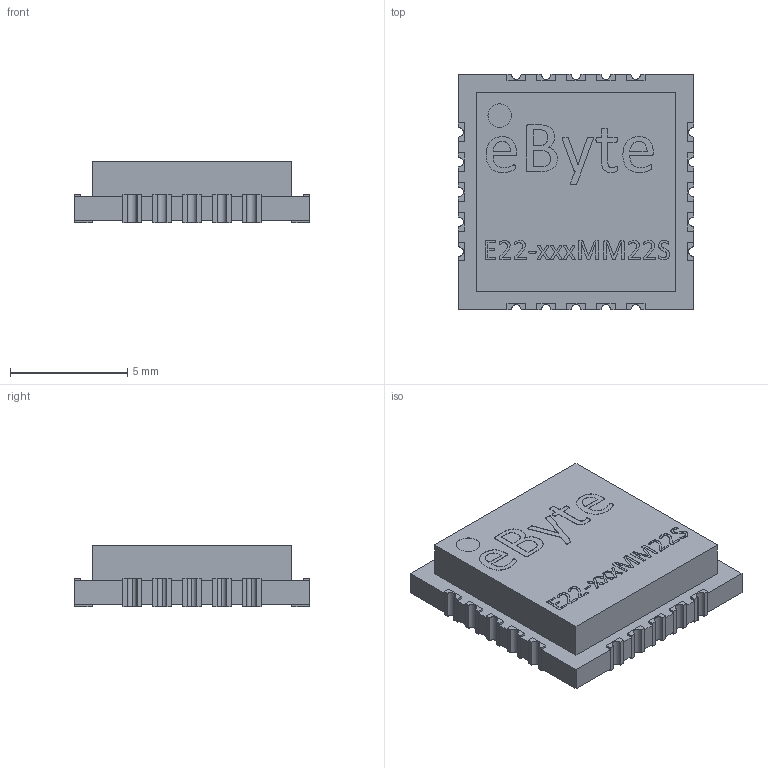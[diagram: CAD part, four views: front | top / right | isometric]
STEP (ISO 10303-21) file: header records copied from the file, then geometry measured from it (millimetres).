
FILE_DESCRIPTION (( 'STEP AP214' ), '1' );
FILE_NAME ('Lora E22-900MM22S.STEP', '2024-03-29T13:28:03', ( '' ), ( '' ), 'SwSTEP 2.0', 'SolidWorks 2020', '' );
FILE_SCHEMA (( 'AUTOMOTIVE_DESIGN' ));
Length unit declared in the file: millimetre
Products named in the file (1): Lora E22-900MM22S
Bounding box: 10.02 x 10.02 x 2.61 mm (x, y, z)
Volume: 208.5 mm3; surface area: 306.4 mm2
Topology: 1 solids, 1 shells, 547 faces, 1566 edges, 1044 vertices
Faces by surface type: plane 360, bspline 160, cylinder 27
Entity records: 29713 total; most frequent: CARTESIAN_POINT 11286, ORIENTED_EDGE 3132, DIRECTION 2076, EDGE_CURVE 1566, LINE 1192, VECTOR 1192, VERTEX_POINT 1044, EDGE_LOOP 570
